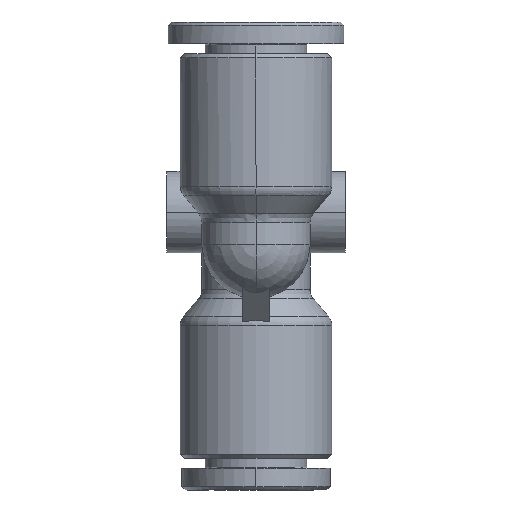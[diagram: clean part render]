
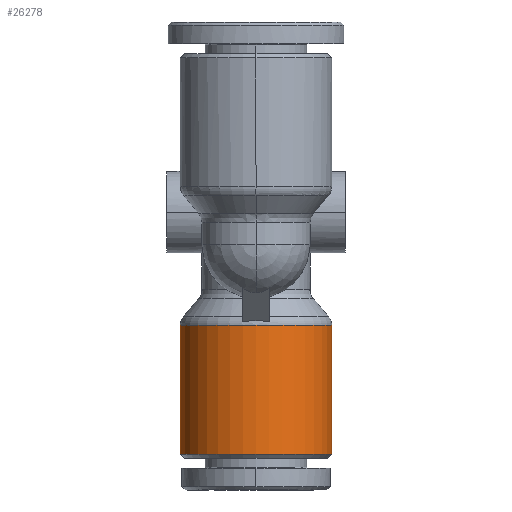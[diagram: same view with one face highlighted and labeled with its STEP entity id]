
A CAD part, left-side view. The second image highlights one B-rep face of the part: STEP entity #26278.
In plain terms, the highlighted cylindrical face has radius 5.6 mm (diameter 11.2 mm), a partial arc.
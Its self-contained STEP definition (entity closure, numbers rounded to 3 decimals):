
#806=CARTESIAN_POINT('',(9.282,-5.6,5.484));
#807=VERTEX_POINT('',#806);
#808=CARTESIAN_POINT('',(-0.253,-5.6,5.484));
#809=VERTEX_POINT('',#808);
#810=CARTESIAN_POINT('',(9.282,-5.6,5.484));
#811=DIRECTION('',(-1.0,0.0,0.0));
#812=VECTOR('',#811,9.535);
#813=LINE('',#810,#812);
#814=EDGE_CURVE('',#807,#809,#813,.T.);
#816=CARTESIAN_POINT('',(9.282,5.6,5.484));
#817=VERTEX_POINT('',#816);
#825=CARTESIAN_POINT('',(-0.253,5.6,5.484));
#826=VERTEX_POINT('',#825);
#827=CARTESIAN_POINT('',(-0.253,5.6,5.484));
#828=DIRECTION('',(1.0,0.0,0.0));
#829=VECTOR('',#828,9.535);
#830=LINE('',#827,#829);
#831=EDGE_CURVE('',#826,#817,#830,.T.);
#1776=CARTESIAN_POINT('',(-0.253,0.,5.484));
#1777=DIRECTION('',(-1.0,0.0,0.0));
#1778=DIRECTION('',(0.0,1.0,0.0));
#1779=AXIS2_PLACEMENT_3D('',#1776,#1777,#1778);
#1780=CIRCLE('',#1779,5.6);
#1781=EDGE_CURVE('',#826,#809,#1780,.T.);
#11652=CARTESIAN_POINT('',(9.282,0.,5.484));
#11653=DIRECTION('',(1.0,0.0,0.0));
#11654=DIRECTION('',(0.0,1.0,0.0));
#11655=AXIS2_PLACEMENT_3D('',#11652,#11653,#11654);
#11656=CIRCLE('',#11655,5.6);
#11657=EDGE_CURVE('',#807,#817,#11656,.T.);
#26267=CARTESIAN_POINT('',(3.682,0.,5.484));
#26268=DIRECTION('',(-1.0,0.,0.));
#26269=DIRECTION('',(0.0,-1.0,0.0));
#26270=AXIS2_PLACEMENT_3D('',#26267,#26268,#26269);
#26271=CYLINDRICAL_SURFACE('',#26270,5.6);
#26272=ORIENTED_EDGE('',*,*,#814,.T.);
#26273=ORIENTED_EDGE('',*,*,#1781,.F.);
#26274=ORIENTED_EDGE('',*,*,#831,.T.);
#26275=ORIENTED_EDGE('',*,*,#11657,.F.);
#26276=EDGE_LOOP('',(#26272,#26273,#26274,#26275));
#26277=FACE_OUTER_BOUND('',#26276,.T.);
#26278=ADVANCED_FACE('',(#26277),#26271,.T.);
